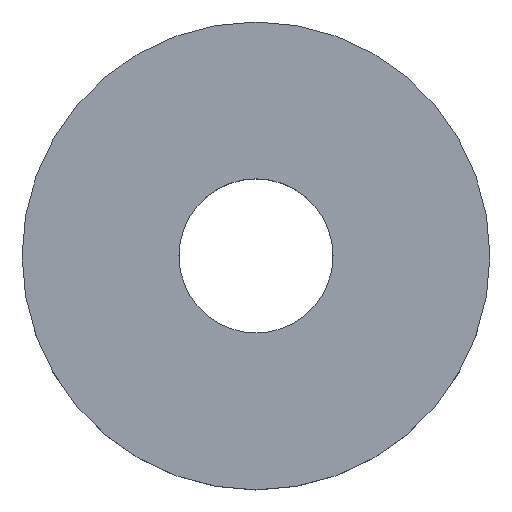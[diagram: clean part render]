
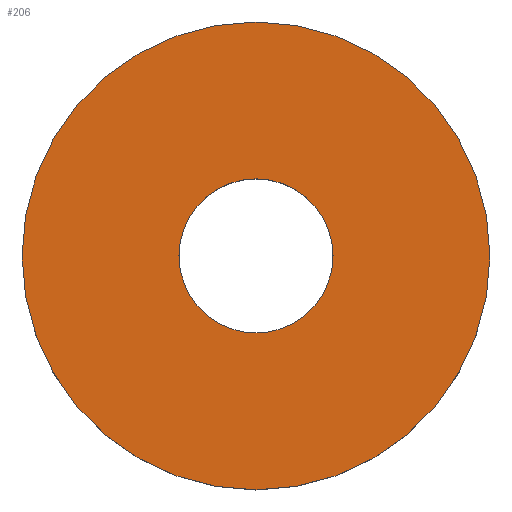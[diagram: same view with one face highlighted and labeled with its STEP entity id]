
A CAD part, top view. The second image highlights one B-rep face of the part: STEP entity #206.
In plain terms, the highlighted planar face has unit normal (0, 0, 1).
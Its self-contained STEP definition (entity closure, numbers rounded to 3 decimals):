
#9 = VERTEX_POINT ( 'NONE', #239 ) ;
#25 = AXIS2_PLACEMENT_3D ( 'NONE', #94, #75, #107 ) ;
#35 = FACE_BOUND ( 'NONE', #167, .T. ) ;
#54 = EDGE_CURVE ( 'NONE', #171, #171, #210, .T. ) ;
#56 = CARTESIAN_POINT ( 'NONE',  ( 0., 0., 6.5 ) ) ;
#75 = DIRECTION ( 'NONE',  ( 0., 0., 1. ) ) ;
#77 = EDGE_CURVE ( 'NONE', #9, #9, #132, .T. ) ;
#88 = DIRECTION ( 'NONE',  ( 0., 0., 1. ) ) ;
#94 = CARTESIAN_POINT ( 'NONE',  ( 0., 0., 6.5 ) ) ;
#106 = PLANE ( 'NONE',  #163 ) ;
#107 = DIRECTION ( 'NONE',  ( 1., 0., 0. ) ) ;
#108 = ORIENTED_EDGE ( 'NONE', *, *, #54, .T. ) ;
#110 = DIRECTION ( 'NONE',  ( 0., 0., 1. ) ) ;
#116 = CARTESIAN_POINT ( 'NONE',  ( 42.5, 0., 6.5 ) ) ;
#132 = CIRCLE ( 'NONE', #233, 14. ) ;
#151 = EDGE_LOOP ( 'NONE', ( #108 ) ) ;
#163 = AXIS2_PLACEMENT_3D ( 'NONE', #179, #88, #164 ) ;
#164 = DIRECTION ( 'NONE',  ( 1., 0., 0. ) ) ;
#167 = EDGE_LOOP ( 'NONE', ( #228 ) ) ;
#171 = VERTEX_POINT ( 'NONE', #116 ) ;
#179 = CARTESIAN_POINT ( 'NONE',  ( 0., 0., 6.5 ) ) ;
#184 = DIRECTION ( 'NONE',  ( 1., 0., 0. ) ) ;
#202 = FACE_OUTER_BOUND ( 'NONE', #151, .T. ) ;
#206 = ADVANCED_FACE ( 'NONE', ( #202, #35 ), #106, .T. ) ;
#210 = CIRCLE ( 'NONE', #25, 42.5 ) ;
#228 = ORIENTED_EDGE ( 'NONE', *, *, #77, .F. ) ;
#233 = AXIS2_PLACEMENT_3D ( 'NONE', #56, #110, #184 ) ;
#239 = CARTESIAN_POINT ( 'NONE',  ( 14., 0., 6.5 ) ) ;
